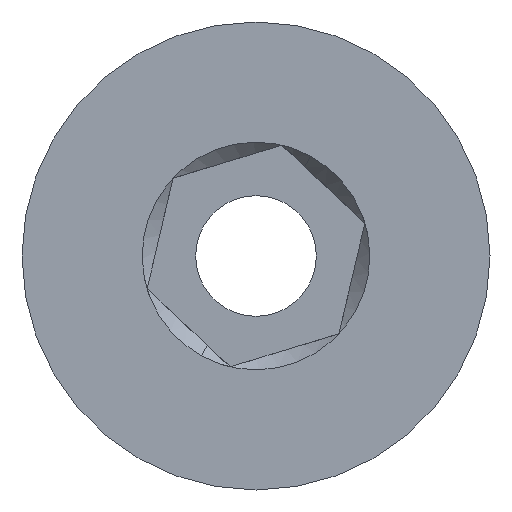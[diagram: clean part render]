
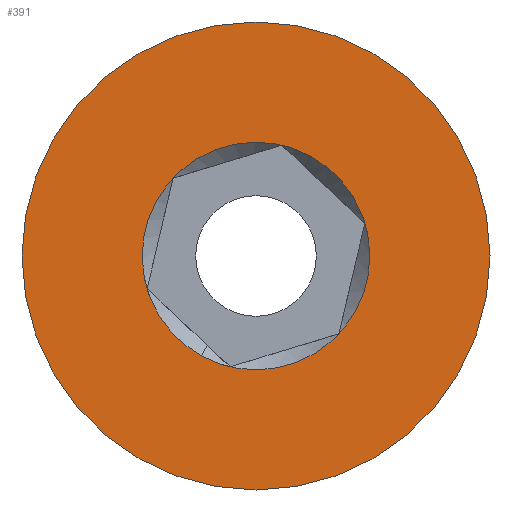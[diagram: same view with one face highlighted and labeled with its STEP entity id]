
A CAD part, front view. The second image highlights one B-rep face of the part: STEP entity #391.
In plain terms, the highlighted planar face has unit normal (0, -1, 0).
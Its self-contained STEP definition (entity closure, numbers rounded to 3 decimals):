
#350=CARTESIAN_POINT('Axis2P3D Location',(0.,0.,0.)) ;
#355=CARTESIAN_POINT('Axis2P3D Location',(0.,0.,0.)) ;
#359=CARTESIAN_POINT('Vertex',(0.,0.,-9.5)) ;
#361=CARTESIAN_POINT('Vertex',(0.,0.,9.5)) ;
#364=CARTESIAN_POINT('Axis2P3D Location',(0.,0.,0.)) ;
#373=CARTESIAN_POINT('Axis2P3D Location',(0.,0.,0.)) ;
#377=CARTESIAN_POINT('Vertex',(-2.215,0.,-4.054)) ;
#379=CARTESIAN_POINT('Vertex',(2.215,0.,4.054)) ;
#382=CARTESIAN_POINT('Axis2P3D Location',(0.,0.,0.)) ;
#351=DIRECTION('Axis2P3D Direction',(0.,1.,0.)) ;
#352=DIRECTION('Axis2P3D XDirection',(0.,0.,1.)) ;
#356=DIRECTION('Axis2P3D Direction',(0.,1.,0.)) ;
#365=DIRECTION('Axis2P3D Direction',(0.,1.,0.)) ;
#374=DIRECTION('Axis2P3D Direction',(0.,1.,0.)) ;
#383=DIRECTION('Axis2P3D Direction',(0.,1.,0.)) ;
#353=AXIS2_PLACEMENT_3D('Plane Axis2P3D',#350,#351,#352) ;
#357=AXIS2_PLACEMENT_3D('Circle Axis2P3D',#355,#356,$) ;
#366=AXIS2_PLACEMENT_3D('Circle Axis2P3D',#364,#365,$) ;
#375=AXIS2_PLACEMENT_3D('Circle Axis2P3D',#373,#374,$) ;
#384=AXIS2_PLACEMENT_3D('Circle Axis2P3D',#382,#383,$) ;
#370=ORIENTED_EDGE('',*,*,#363,.F.) ;
#371=ORIENTED_EDGE('',*,*,#368,.F.) ;
#388=ORIENTED_EDGE('',*,*,#381,.T.) ;
#389=ORIENTED_EDGE('',*,*,#386,.T.) ;
#390=FACE_BOUND('',#387,.T.) ;
#391=ADVANCED_FACE('Corps principal',(#372,#390),#354,.F.) ;
#358=CIRCLE('generated circle',#357,9.5) ;
#367=CIRCLE('generated circle',#366,9.5) ;
#376=CIRCLE('generated circle',#375,4.62) ;
#385=CIRCLE('generated circle',#384,4.62) ;
#363=EDGE_CURVE('',#360,#362,#358,.T.) ;
#368=EDGE_CURVE('',#362,#360,#367,.T.) ;
#381=EDGE_CURVE('',#378,#380,#376,.T.) ;
#386=EDGE_CURVE('',#380,#378,#385,.T.) ;
#369=EDGE_LOOP('',(#370,#371)) ;
#387=EDGE_LOOP('',(#388,#389)) ;
#372=FACE_OUTER_BOUND('',#369,.T.) ;
#354=PLANE('Plane',#353) ;
#360=VERTEX_POINT('',#359) ;
#362=VERTEX_POINT('',#361) ;
#378=VERTEX_POINT('',#377) ;
#380=VERTEX_POINT('',#379) ;
